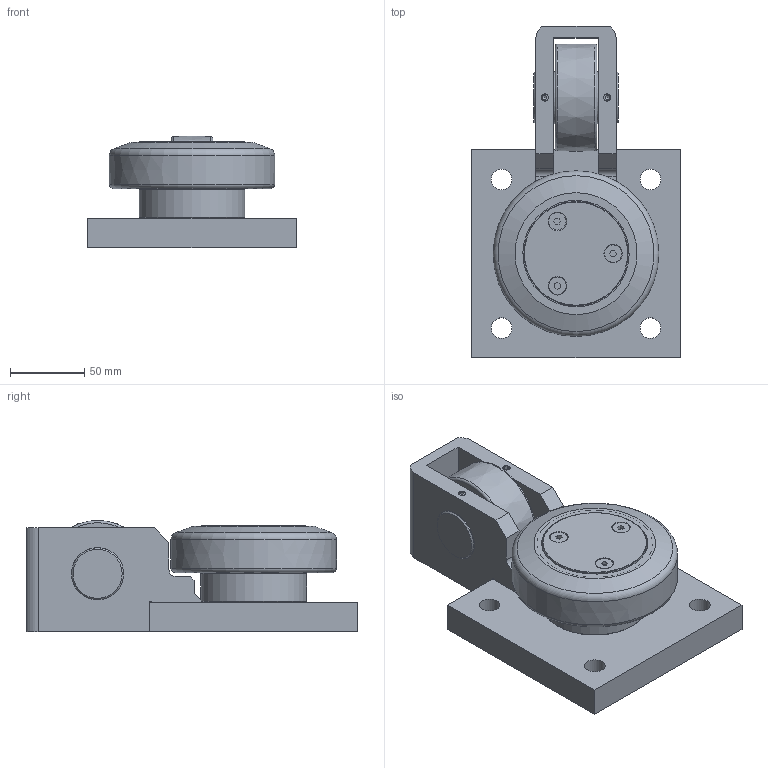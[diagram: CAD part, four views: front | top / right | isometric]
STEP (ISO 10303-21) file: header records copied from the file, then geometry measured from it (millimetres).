
FILE_DESCRIPTION(/* description */ ('-'),/* implementation_level */ '2;1');
FILE_NAME(/* name */ 'ALFATEC_XSTR110-6200.stp',/* time_stamp */ '2021-01-28T08:10:20+01:00',/* author */ ('kstaebler'),/* organization */ (''),/* preprocessor_version */ 'ST-DEVELOPER v18.1',/* originating_system */ 'Autodesk Inventor 2020',/* authorisation */ '');
FILE_SCHEMA (('AUTOMOTIVE_DESIGN { 1 0 10303 214 3 1 1 }'));
Length unit declared in the file: millimetre
Products named in the file (1): XSTR 110.6200_Kontur
Bounding box: 140 x 223 x 75 mm (x, y, z)
Volume: 988512.3 mm3; surface area: 153079.6 mm2
Topology: 3 solids, 3 shells, 158 faces, 449 edges, 314 vertices
Faces by surface type: plane 82, cylinder 43, cone 22, torus 9, bspline 2
Full cylindrical faces by diameter (mm): 3 x2, 4.5 x1, 4.917 x5, 11.7 x3, 12.4 x3, 13.835 x4, 35 x4, 35.1 x2, 63 x1, 69.3 x1, 70 x1, 70.5 x1, 71 x1, 71.5 x1, 75 x1, 77 x1, 78 x1, 79 x2, 83.3 x1
Entity records: 5873 total; most frequent: CARTESIAN_POINT 1329, DIRECTION 920, ORIENTED_EDGE 892, EDGE_CURVE 446, AXIS2_PLACEMENT_3D 349, VERTEX_POINT 314, LINE 222, VECTOR 222
